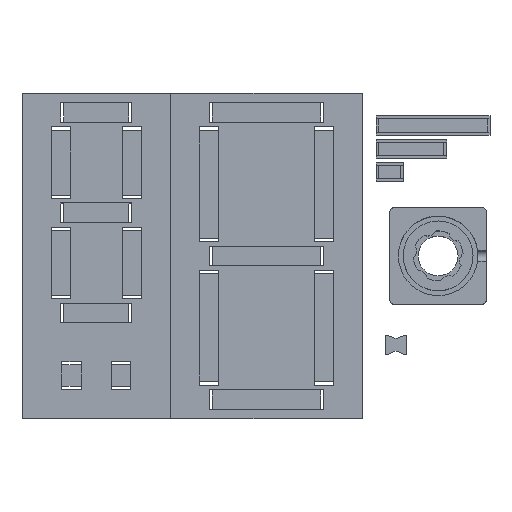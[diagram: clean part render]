
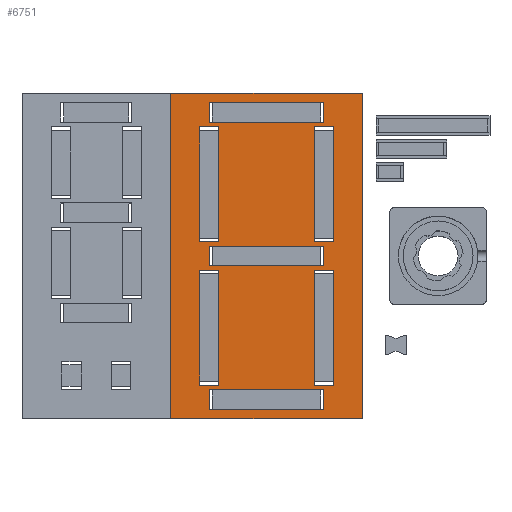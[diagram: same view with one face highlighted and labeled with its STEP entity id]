
A CAD part, top view. The second image highlights one B-rep face of the part: STEP entity #6751.
In plain terms, the highlighted planar face has unit normal (0, 0, 1).
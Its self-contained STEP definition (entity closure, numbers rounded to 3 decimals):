
#95=FACE_BOUND('',#726,.T.);
#96=FACE_BOUND('',#727,.T.);
#97=FACE_BOUND('',#728,.T.);
#98=FACE_BOUND('',#729,.T.);
#99=FACE_BOUND('',#730,.T.);
#100=FACE_BOUND('',#731,.T.);
#101=FACE_BOUND('',#732,.T.);
#390=FACE_OUTER_BOUND('',#725,.T.);
#725=EDGE_LOOP('',(#4970,#4971,#4972,#4973));
#726=EDGE_LOOP('',(#4974,#4975,#4976,#4977));
#727=EDGE_LOOP('',(#4978,#4979,#4980,#4981));
#728=EDGE_LOOP('',(#4982,#4983,#4984,#4985));
#729=EDGE_LOOP('',(#4986,#4987,#4988,#4989));
#730=EDGE_LOOP('',(#4990,#4991,#4992,#4993));
#731=EDGE_LOOP('',(#4994,#4995,#4996,#4997));
#732=EDGE_LOOP('',(#4998,#4999,#5000,#5001));
#1159=LINE('',#9765,#2040);
#1168=LINE('',#9783,#2049);
#1171=LINE('',#9789,#2052);
#1177=LINE('',#9799,#2058);
#1179=LINE('',#9803,#2060);
#1181=LINE('',#9808,#2062);
#1189=LINE('',#9822,#2070);
#1196=LINE('',#9835,#2077);
#1198=LINE('',#9840,#2079);
#1206=LINE('',#9854,#2087);
#1213=LINE('',#9867,#2094);
#1216=LINE('',#9874,#2097);
#1224=LINE('',#9888,#2105);
#1232=LINE('',#9902,#2113);
#1233=LINE('',#9904,#2114);
#1234=LINE('',#9907,#2115);
#1243=LINE('',#9922,#2124);
#1245=LINE('',#9926,#2126);
#1252=LINE('',#9939,#2133);
#1289=LINE('',#10004,#2170);
#1290=LINE('',#10005,#2171);
#1291=LINE('',#10007,#2172);
#1292=LINE('',#10008,#2173);
#1293=LINE('',#10009,#2174);
#1294=LINE('',#10010,#2175);
#1295=LINE('',#10011,#2176);
#1296=LINE('',#10014,#2177);
#1297=LINE('',#10016,#2178);
#1298=LINE('',#10018,#2179);
#1299=LINE('',#10019,#2180);
#1300=LINE('',#10021,#2181);
#1301=LINE('',#10022,#2182);
#2040=VECTOR('',#7905,10.);
#2049=VECTOR('',#7920,10.);
#2052=VECTOR('',#7925,10.);
#2058=VECTOR('',#7933,10.);
#2060=VECTOR('',#7937,10.);
#2062=VECTOR('',#7941,10.);
#2070=VECTOR('',#7951,10.);
#2077=VECTOR('',#7960,10.);
#2079=VECTOR('',#7964,10.);
#2087=VECTOR('',#7974,10.);
#2094=VECTOR('',#7983,10.);
#2097=VECTOR('',#7988,10.);
#2105=VECTOR('',#7998,10.);
#2113=VECTOR('',#8008,10.);
#2114=VECTOR('',#8011,10.);
#2115=VECTOR('',#8014,10.);
#2124=VECTOR('',#8027,10.);
#2126=VECTOR('',#8031,10.);
#2133=VECTOR('',#8040,10.);
#2170=VECTOR('',#8109,10.);
#2171=VECTOR('',#8110,10.);
#2172=VECTOR('',#8111,10.);
#2173=VECTOR('',#8112,10.);
#2174=VECTOR('',#8113,10.);
#2175=VECTOR('',#8114,10.);
#2176=VECTOR('',#8115,10.);
#2177=VECTOR('',#8116,10.);
#2178=VECTOR('',#8117,10.);
#2179=VECTOR('',#8118,10.);
#2180=VECTOR('',#8119,10.);
#2181=VECTOR('',#8120,10.);
#2182=VECTOR('',#8121,10.);
#2906=VERTEX_POINT('',#9762);
#2907=VERTEX_POINT('',#9764);
#2912=VERTEX_POINT('',#9780);
#2913=VERTEX_POINT('',#9782);
#2914=VERTEX_POINT('',#9786);
#2915=VERTEX_POINT('',#9788);
#2918=VERTEX_POINT('',#9797);
#2919=VERTEX_POINT('',#9801);
#2920=VERTEX_POINT('',#9805);
#2921=VERTEX_POINT('',#9807);
#2926=VERTEX_POINT('',#9820);
#2931=VERTEX_POINT('',#9833);
#2932=VERTEX_POINT('',#9837);
#2933=VERTEX_POINT('',#9839);
#2938=VERTEX_POINT('',#9852);
#2943=VERTEX_POINT('',#9865);
#2945=VERTEX_POINT('',#9871);
#2946=VERTEX_POINT('',#9873);
#2950=VERTEX_POINT('',#9885);
#2951=VERTEX_POINT('',#9887);
#2956=VERTEX_POINT('',#9900);
#2957=VERTEX_POINT('',#9906);
#2961=VERTEX_POINT('',#9920);
#2962=VERTEX_POINT('',#9924);
#2966=VERTEX_POINT('',#9936);
#2967=VERTEX_POINT('',#9938);
#2980=VERTEX_POINT('',#10006);
#2981=VERTEX_POINT('',#10012);
#2982=VERTEX_POINT('',#10013);
#2983=VERTEX_POINT('',#10015);
#2984=VERTEX_POINT('',#10017);
#2985=VERTEX_POINT('',#10020);
#3614=EDGE_CURVE('',#2907,#2906,#1159,.T.);
#3623=EDGE_CURVE('',#2913,#2912,#1168,.T.);
#3626=EDGE_CURVE('',#2915,#2914,#1171,.T.);
#3632=EDGE_CURVE('',#2914,#2918,#1177,.T.);
#3634=EDGE_CURVE('',#2918,#2919,#1179,.T.);
#3636=EDGE_CURVE('',#2921,#2920,#1181,.T.);
#3644=EDGE_CURVE('',#2920,#2926,#1189,.T.);
#3651=EDGE_CURVE('',#2926,#2931,#1196,.T.);
#3653=EDGE_CURVE('',#2933,#2932,#1198,.T.);
#3661=EDGE_CURVE('',#2932,#2938,#1206,.T.);
#3668=EDGE_CURVE('',#2938,#2943,#1213,.T.);
#3671=EDGE_CURVE('',#2945,#2946,#1216,.T.);
#3679=EDGE_CURVE('',#2951,#2950,#1224,.T.);
#3687=EDGE_CURVE('',#2950,#2956,#1232,.T.);
#3688=EDGE_CURVE('',#2931,#2921,#1233,.T.);
#3689=EDGE_CURVE('',#2957,#2913,#1234,.T.);
#3698=EDGE_CURVE('',#2906,#2961,#1243,.T.);
#3700=EDGE_CURVE('',#2961,#2962,#1245,.T.);
#3707=EDGE_CURVE('',#2966,#2967,#1252,.T.);
#3744=EDGE_CURVE('',#2946,#2966,#1289,.T.);
#3745=EDGE_CURVE('',#2967,#2945,#1290,.T.);
#3746=EDGE_CURVE('',#2912,#2980,#1291,.T.);
#3747=EDGE_CURVE('',#2980,#2957,#1292,.T.);
#3748=EDGE_CURVE('',#2962,#2907,#1293,.T.);
#3749=EDGE_CURVE('',#2919,#2915,#1294,.T.);
#3750=EDGE_CURVE('',#2943,#2933,#1295,.T.);
#3751=EDGE_CURVE('',#2981,#2982,#1296,.T.);
#3752=EDGE_CURVE('',#2982,#2983,#1297,.T.);
#3753=EDGE_CURVE('',#2983,#2984,#1298,.T.);
#3754=EDGE_CURVE('',#2984,#2981,#1299,.T.);
#3755=EDGE_CURVE('',#2956,#2985,#1300,.T.);
#3756=EDGE_CURVE('',#2985,#2951,#1301,.T.);
#4970=ORIENTED_EDGE('',*,*,#3744,.F.);
#4971=ORIENTED_EDGE('',*,*,#3671,.F.);
#4972=ORIENTED_EDGE('',*,*,#3745,.F.);
#4973=ORIENTED_EDGE('',*,*,#3707,.F.);
#4974=ORIENTED_EDGE('',*,*,#3746,.T.);
#4975=ORIENTED_EDGE('',*,*,#3747,.T.);
#4976=ORIENTED_EDGE('',*,*,#3689,.T.);
#4977=ORIENTED_EDGE('',*,*,#3623,.T.);
#4978=ORIENTED_EDGE('',*,*,#3698,.T.);
#4979=ORIENTED_EDGE('',*,*,#3700,.T.);
#4980=ORIENTED_EDGE('',*,*,#3748,.T.);
#4981=ORIENTED_EDGE('',*,*,#3614,.T.);
#4982=ORIENTED_EDGE('',*,*,#3632,.T.);
#4983=ORIENTED_EDGE('',*,*,#3634,.T.);
#4984=ORIENTED_EDGE('',*,*,#3749,.T.);
#4985=ORIENTED_EDGE('',*,*,#3626,.T.);
#4986=ORIENTED_EDGE('',*,*,#3668,.T.);
#4987=ORIENTED_EDGE('',*,*,#3750,.T.);
#4988=ORIENTED_EDGE('',*,*,#3653,.T.);
#4989=ORIENTED_EDGE('',*,*,#3661,.T.);
#4990=ORIENTED_EDGE('',*,*,#3751,.T.);
#4991=ORIENTED_EDGE('',*,*,#3752,.T.);
#4992=ORIENTED_EDGE('',*,*,#3753,.T.);
#4993=ORIENTED_EDGE('',*,*,#3754,.T.);
#4994=ORIENTED_EDGE('',*,*,#3755,.T.);
#4995=ORIENTED_EDGE('',*,*,#3756,.T.);
#4996=ORIENTED_EDGE('',*,*,#3679,.T.);
#4997=ORIENTED_EDGE('',*,*,#3687,.T.);
#4998=ORIENTED_EDGE('',*,*,#3651,.T.);
#4999=ORIENTED_EDGE('',*,*,#3688,.T.);
#5000=ORIENTED_EDGE('',*,*,#3636,.T.);
#5001=ORIENTED_EDGE('',*,*,#3644,.T.);
#6466=PLANE('',#7200);
#6751=ADVANCED_FACE('',(#390,#95,#96,#97,#98,#99,#100,#101),#6466,.T.);
#7200=AXIS2_PLACEMENT_3D('',#10003,#8107,#8108);
#7905=DIRECTION('',(0.,1.,0.));
#7920=DIRECTION('',(0.,1.,0.));
#7925=DIRECTION('',(0.,-1.,0.));
#7933=DIRECTION('',(-1.,0.,0.));
#7937=DIRECTION('',(0.,1.,0.));
#7941=DIRECTION('',(0.,-1.,0.));
#7951=DIRECTION('',(-1.,0.,0.));
#7960=DIRECTION('',(0.,1.,0.));
#7964=DIRECTION('',(0.,-1.,0.));
#7974=DIRECTION('',(-1.,0.,0.));
#7983=DIRECTION('',(0.,1.,0.));
#7988=DIRECTION('',(0.,1.,0.));
#7998=DIRECTION('',(0.,1.,0.));
#8008=DIRECTION('',(1.,0.,0.));
#8011=DIRECTION('',(1.,0.,0.));
#8014=DIRECTION('',(-1.,0.,0.));
#8027=DIRECTION('',(1.,0.,0.));
#8031=DIRECTION('',(0.,-1.,0.));
#8040=DIRECTION('',(0.,-1.,0.));
#8107=DIRECTION('center_axis',(0.,0.,1.));
#8108=DIRECTION('ref_axis',(1.,0.,0.));
#8109=DIRECTION('',(1.,0.,0.));
#8110=DIRECTION('',(-1.,0.,0.));
#8111=DIRECTION('',(1.,0.,0.));
#8112=DIRECTION('',(0.,-1.,0.));
#8113=DIRECTION('',(-1.,0.,0.));
#8114=DIRECTION('',(1.,0.,0.));
#8115=DIRECTION('',(1.,0.,0.));
#8116=DIRECTION('',(0.,1.,0.));
#8117=DIRECTION('',(1.,0.,0.));
#8118=DIRECTION('',(0.,-1.,0.));
#8119=DIRECTION('',(-1.,0.,0.));
#8120=DIRECTION('',(0.,-1.,0.));
#8121=DIRECTION('',(-1.,0.,0.));
#9762=CARTESIAN_POINT('',(-36.72,-85.84,0.));
#9764=CARTESIAN_POINT('',(-36.72,-98.24,0.));
#9765=CARTESIAN_POINT('',(-36.72,-49.12,0.));
#9780=CARTESIAN_POINT('',(-36.72,98.24,0.));
#9782=CARTESIAN_POINT('',(-36.72,85.84,0.));
#9783=CARTESIAN_POINT('',(-36.72,42.92,0.));
#9786=CARTESIAN_POINT('',(36.72,-6.2,0.));
#9788=CARTESIAN_POINT('',(36.72,6.2,0.));
#9789=CARTESIAN_POINT('',(36.72,3.1,0.));
#9797=CARTESIAN_POINT('',(-36.72,-6.2,0.));
#9799=CARTESIAN_POINT('',(18.36,-6.2,0.));
#9801=CARTESIAN_POINT('',(-36.72,6.2,0.));
#9803=CARTESIAN_POINT('',(-36.72,-3.1,0.));
#9805=CARTESIAN_POINT('',(42.92,9.3,0.));
#9807=CARTESIAN_POINT('',(42.92,82.74,0.));
#9808=CARTESIAN_POINT('',(42.92,5.65,0.));
#9820=CARTESIAN_POINT('',(30.52,9.3,0.));
#9822=CARTESIAN_POINT('',(21.46,9.3,0.));
#9833=CARTESIAN_POINT('',(30.52,82.74,0.));
#9835=CARTESIAN_POINT('',(30.52,4.65,0.));
#9837=CARTESIAN_POINT('',(-30.52,9.3,0.));
#9839=CARTESIAN_POINT('',(-30.52,82.74,0.));
#9840=CARTESIAN_POINT('',(-30.52,5.65,0.));
#9852=CARTESIAN_POINT('',(-42.92,9.3,0.));
#9854=CARTESIAN_POINT('',(-15.26,9.3,0.));
#9865=CARTESIAN_POINT('',(-42.92,82.74,0.));
#9867=CARTESIAN_POINT('',(-42.92,4.65,0.));
#9871=CARTESIAN_POINT('',(-61.52,-104.44,0.));
#9873=CARTESIAN_POINT('',(-61.52,104.44,0.));
#9874=CARTESIAN_POINT('',(-61.52,-104.44,0.));
#9885=CARTESIAN_POINT('',(-42.92,-9.3,0.));
#9887=CARTESIAN_POINT('',(-42.92,-82.74,0.));
#9888=CARTESIAN_POINT('',(-42.92,-5.65,0.));
#9900=CARTESIAN_POINT('',(-30.52,-9.3,0.));
#9902=CARTESIAN_POINT('',(-21.46,-9.3,0.));
#9904=CARTESIAN_POINT('',(15.26,82.74,0.));
#9906=CARTESIAN_POINT('',(36.72,85.84,0.));
#9907=CARTESIAN_POINT('',(-17.36,85.84,0.));
#9920=CARTESIAN_POINT('',(36.72,-85.84,0.));
#9922=CARTESIAN_POINT('',(-18.36,-85.84,0.));
#9924=CARTESIAN_POINT('',(36.72,-98.24,0.));
#9926=CARTESIAN_POINT('',(36.72,-42.92,0.));
#9936=CARTESIAN_POINT('',(61.52,104.44,0.));
#9938=CARTESIAN_POINT('',(61.52,-104.44,0.));
#9939=CARTESIAN_POINT('',(61.52,104.44,0.));
#10003=CARTESIAN_POINT('Origin',(0.,0.,
0.));
#10004=CARTESIAN_POINT('',(-61.52,104.44,0.));
#10005=CARTESIAN_POINT('',(61.52,-104.44,0.));
#10006=CARTESIAN_POINT('',(36.72,98.24,0.));
#10007=CARTESIAN_POINT('',(-18.36,98.24,0.));
#10008=CARTESIAN_POINT('',(36.72,49.12,0.));
#10009=CARTESIAN_POINT('',(-17.36,-98.24,0.));
#10010=CARTESIAN_POINT('',(17.36,6.2,0.));
#10011=CARTESIAN_POINT('',(-21.46,82.74,0.));
#10012=CARTESIAN_POINT('',(30.52,-82.74,0.));
#10013=CARTESIAN_POINT('',(30.52,-9.3,0.));
#10014=CARTESIAN_POINT('',(30.52,-41.37,0.));
#10015=CARTESIAN_POINT('',(42.92,-9.3,0.));
#10016=CARTESIAN_POINT('',(15.26,-9.3,0.));
#10017=CARTESIAN_POINT('',(42.92,-82.74,0.));
#10018=CARTESIAN_POINT('',(42.92,-40.37,0.));
#10019=CARTESIAN_POINT('',(21.46,-82.74,0.));
#10020=CARTESIAN_POINT('',(-30.52,-82.74,0.));
#10021=CARTESIAN_POINT('',(-30.52,-4.65,0.));
#10022=CARTESIAN_POINT('',(-15.26,-82.74,0.));
